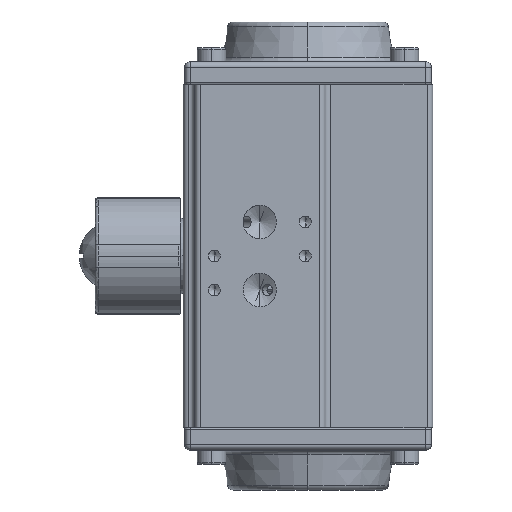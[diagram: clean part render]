
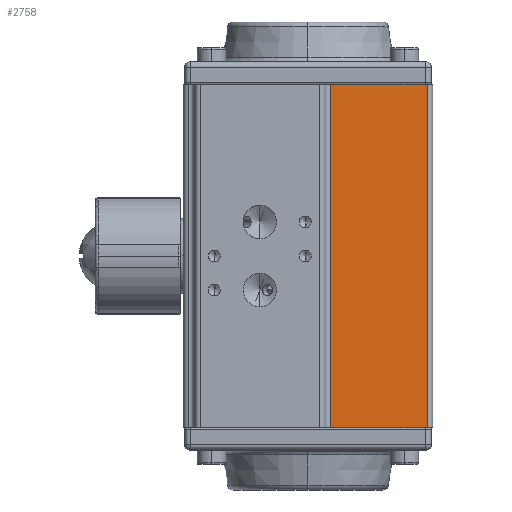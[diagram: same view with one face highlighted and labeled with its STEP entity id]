
A CAD part, left-side view. The second image highlights one B-rep face of the part: STEP entity #2758.
In plain terms, the highlighted planar face has unit normal (-1, 0, 0).
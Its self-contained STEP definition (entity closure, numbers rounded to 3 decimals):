
#2117 = DIRECTION ( 'NONE',  ( 1., 0., 0. ) ) ;
#2758 = ADVANCED_FACE ( 'NONE', ( #50845 ), #59295, .F. ) ;
#8839 = LINE ( 'NONE', #22913, #60997 ) ;
#13088 = CARTESIAN_POINT ( 'NONE',  ( -36., -8., -60.5 ) ) ;
#13969 = ORIENTED_EDGE ( 'NONE', *, *, #31947, .T. ) ;
#15007 = CARTESIAN_POINT ( 'NONE',  ( -36., -8., 60.5 ) ) ;
#17612 = DIRECTION ( 'NONE',  ( 0., 1., 0. ) ) ;
#19216 = EDGE_CURVE ( 'NONE', #46913, #67313, #31789, .T. ) ;
#21212 = DIRECTION ( 'NONE',  ( 0., -1., 0. ) ) ;
#21750 = DIRECTION ( 'NONE',  ( 0., 0., 1. ) ) ;
#21762 = VERTEX_POINT ( 'NONE', #64207 ) ;
#22913 = CARTESIAN_POINT ( 'NONE',  ( -36., -8., -60.5 ) ) ;
#27466 = LINE ( 'NONE', #65916, #79433 ) ;
#31789 = LINE ( 'NONE', #55521, #70769 ) ;
#31947 = EDGE_CURVE ( 'NONE', #80714, #21762, #27466, .T. ) ;
#40224 = CARTESIAN_POINT ( 'NONE',  ( -36., -8., -60.5 ) ) ;
#46913 = VERTEX_POINT ( 'NONE', #13088 ) ;
#49659 = DIRECTION ( 'NONE',  ( 0., 0., 1. ) ) ;
#50469 = VECTOR ( 'NONE', #62088, 1000. ) ;
#50845 = FACE_OUTER_BOUND ( 'NONE', #57868, .T. ) ;
#53951 = CARTESIAN_POINT ( 'NONE',  ( -36., -42., -60.5 ) ) ;
#55521 = CARTESIAN_POINT ( 'NONE',  ( -36., -8., -60.5 ) ) ;
#55825 = EDGE_CURVE ( 'NONE', #21762, #67313, #78329, .T. ) ;
#57868 = EDGE_LOOP ( 'NONE', ( #71462, #65736, #69333, #13969 ) ) ;
#59295 = PLANE ( 'NONE',  #70906 ) ;
#60997 = VECTOR ( 'NONE', #17612, 1000. ) ;
#62088 = DIRECTION ( 'NONE',  ( 0., 1., 0. ) ) ;
#64207 = CARTESIAN_POINT ( 'NONE',  ( -36., -42., 60.5 ) ) ;
#65736 = ORIENTED_EDGE ( 'NONE', *, *, #19216, .F. ) ;
#65916 = CARTESIAN_POINT ( 'NONE',  ( -36., -42., -60.5 ) ) ;
#67313 = VERTEX_POINT ( 'NONE', #15007 ) ;
#68232 = CARTESIAN_POINT ( 'NONE',  ( -36., -8., 60.5 ) ) ;
#69333 = ORIENTED_EDGE ( 'NONE', *, *, #70215, .F. ) ;
#70215 = EDGE_CURVE ( 'NONE', #80714, #46913, #8839, .T. ) ;
#70769 = VECTOR ( 'NONE', #49659, 1000. ) ;
#70906 = AXIS2_PLACEMENT_3D ( 'NONE', #40224, #2117, #21212 ) ;
#71462 = ORIENTED_EDGE ( 'NONE', *, *, #55825, .T. ) ;
#78329 = LINE ( 'NONE', #68232, #50469 ) ;
#79433 = VECTOR ( 'NONE', #21750, 1000. ) ;
#80714 = VERTEX_POINT ( 'NONE', #53951 ) ;
